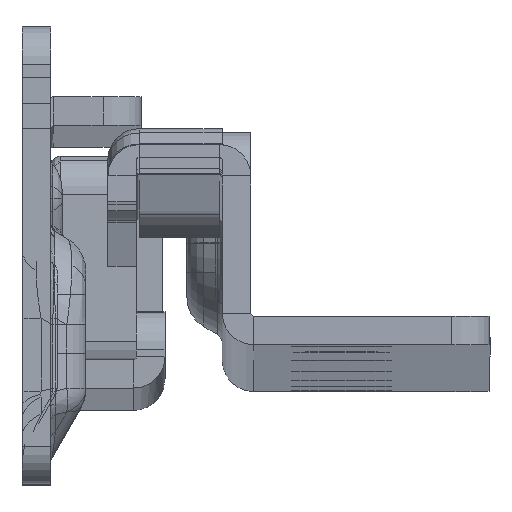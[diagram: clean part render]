
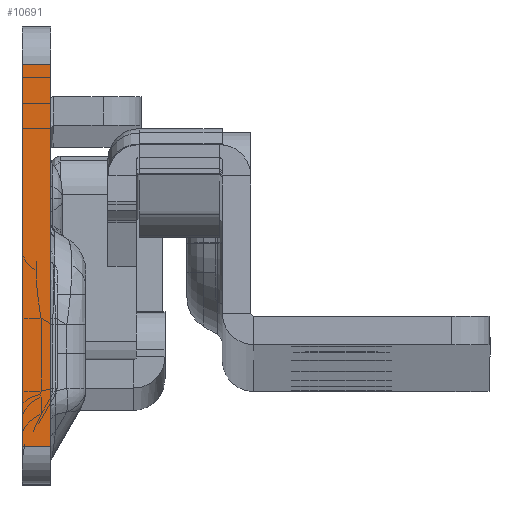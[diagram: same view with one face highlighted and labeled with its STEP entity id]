
A CAD part, top view. The second image highlights one B-rep face of the part: STEP entity #10691.
In plain terms, the highlighted planar face has unit normal (0, 0, 1).
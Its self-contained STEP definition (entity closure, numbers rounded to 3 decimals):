
#166 = DIRECTION ( 'NONE',  ( 0., 0., 1. ) ) ;
#518 = CARTESIAN_POINT ( 'NONE',  ( 0., -29.094, 0. ) ) ;
#906 = CARTESIAN_POINT ( 'NONE',  ( 0., 18.3, 0. ) ) ;
#1637 = CARTESIAN_POINT ( 'NONE',  ( -3., -21.7, 0. ) ) ;
#1715 = PLANE ( 'NONE',  #6958 ) ;
#1904 = LINE ( 'NONE', #518, #1950 ) ;
#1950 = VECTOR ( 'NONE', #6137, 1000. ) ;
#2082 = LINE ( 'NONE', #6321, #9702 ) ;
#2881 = ORIENTED_EDGE ( 'NONE', *, *, #5173, .T. ) ;
#3339 = EDGE_CURVE ( 'NONE', #12156, #4493, #5414, .T. ) ;
#3545 = EDGE_CURVE ( 'NONE', #12156, #9067, #2082, .T. ) ;
#4394 = FACE_OUTER_BOUND ( 'NONE', #15116, .T. ) ;
#4493 = VERTEX_POINT ( 'NONE', #1637 ) ;
#4838 = CARTESIAN_POINT ( 'NONE',  ( -142.194, -21.7, 0. ) ) ;
#5173 = EDGE_CURVE ( 'NONE', #4493, #5472, #17338, .T. ) ;
#5414 = LINE ( 'NONE', #14042, #12614 ) ;
#5472 = VERTEX_POINT ( 'NONE', #16966 ) ;
#5656 = VECTOR ( 'NONE', #10341, 1000. ) ;
#6137 = DIRECTION ( 'NONE',  ( 0., -1., 0. ) ) ;
#6321 = CARTESIAN_POINT ( 'NONE',  ( -3., 18.3, 0. ) ) ;
#6958 = AXIS2_PLACEMENT_3D ( 'NONE', #17080, #166, #11540 ) ;
#8361 = DIRECTION ( 'NONE',  ( 0., -1., 0. ) ) ;
#9067 = VERTEX_POINT ( 'NONE', #906 ) ;
#9702 = VECTOR ( 'NONE', #11900, 1000. ) ;
#10341 = DIRECTION ( 'NONE',  ( 1., 0., 0. ) ) ;
#10691 = ADVANCED_FACE ( 'NONE', ( #4394 ), #1715, .T. ) ;
#10894 = CARTESIAN_POINT ( 'NONE',  ( -3., 18.3, 0. ) ) ;
#11337 = ORIENTED_EDGE ( 'NONE', *, *, #3545, .F. ) ;
#11540 = DIRECTION ( 'NONE',  ( 1., 0., 0. ) ) ;
#11900 = DIRECTION ( 'NONE',  ( 1., 0., 0. ) ) ;
#12156 = VERTEX_POINT ( 'NONE', #10894 ) ;
#12614 = VECTOR ( 'NONE', #8361, 1000. ) ;
#13830 = ORIENTED_EDGE ( 'NONE', *, *, #3339, .T. ) ;
#14042 = CARTESIAN_POINT ( 'NONE',  ( -3., -29.094, 0. ) ) ;
#15116 = EDGE_LOOP ( 'NONE', ( #17606, #11337, #13830, #2881 ) ) ;
#16839 = EDGE_CURVE ( 'NONE', #9067, #5472, #1904, .T. ) ;
#16966 = CARTESIAN_POINT ( 'NONE',  ( 0., -21.7, 0. ) ) ;
#17080 = CARTESIAN_POINT ( 'NONE',  ( -3., -29.094, 0. ) ) ;
#17338 = LINE ( 'NONE', #4838, #5656 ) ;
#17606 = ORIENTED_EDGE ( 'NONE', *, *, #16839, .F. ) ;
